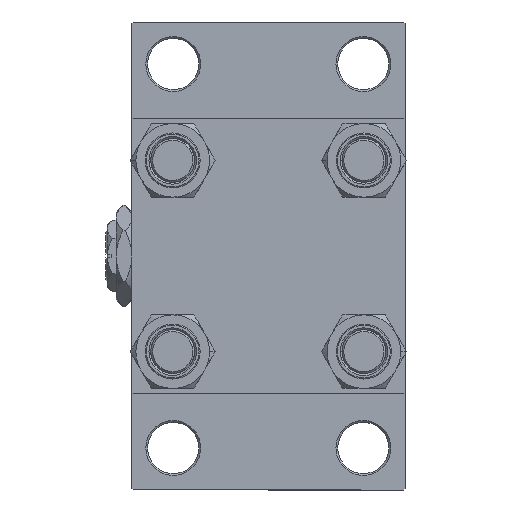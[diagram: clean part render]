
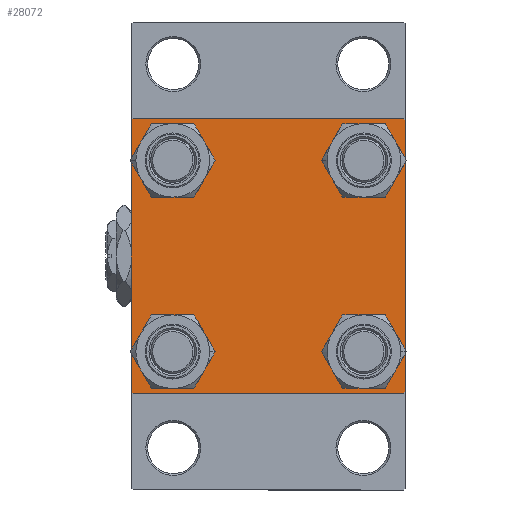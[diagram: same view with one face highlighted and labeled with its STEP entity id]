
A CAD part, left-side view. The second image highlights one B-rep face of the part: STEP entity #28072.
In plain terms, the highlighted planar face has unit normal (-1, 0, 0).
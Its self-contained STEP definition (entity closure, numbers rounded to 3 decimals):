
#730 = ORIENTED_EDGE ( 'NONE', *, *, #43204, .T. ) ;
#879 = AXIS2_PLACEMENT_3D ( 'NONE', #1507, #32131, #16712 ) ;
#913 = AXIS2_PLACEMENT_3D ( 'NONE', #44840, #22149, #13451 ) ;
#1326 = CIRCLE ( 'NONE', #49060, 6.5 ) ;
#1507 = CARTESIAN_POINT ( 'NONE',  ( 0., 26.15, 26.15 ) ) ;
#1694 = DIRECTION ( 'NONE',  ( 0., 0., -1. ) ) ;
#1847 = DIRECTION ( 'NONE',  ( 0., 0., 1. ) ) ;
#1895 = FACE_BOUND ( 'NONE', #20322, .T. ) ;
#2135 = FACE_BOUND ( 'NONE', #12570, .T. ) ;
#2380 = PLANE ( 'NONE',  #39986 ) ;
#3206 = ORIENTED_EDGE ( 'NONE', *, *, #24039, .T. ) ;
#3375 = ORIENTED_EDGE ( 'NONE', *, *, #33394, .T. ) ;
#3728 = CARTESIAN_POINT ( 'NONE',  ( 0., -37.5, 37. ) ) ;
#3983 = LINE ( 'NONE', #12204, #28840 ) ;
#4263 = VERTEX_POINT ( 'NONE', #48143 ) ;
#4383 = CARTESIAN_POINT ( 'NONE',  ( 0., -37., 37.5 ) ) ;
#4894 = VECTOR ( 'NONE', #11428, 1000. ) ;
#5175 = ORIENTED_EDGE ( 'NONE', *, *, #42112, .F. ) ;
#5499 = EDGE_CURVE ( 'NONE', #43221, #17881, #32307, .T. ) ;
#5665 = CIRCLE ( 'NONE', #913, 6.5 ) ;
#5915 = CARTESIAN_POINT ( 'NONE',  ( 0., -37.5, 37.5 ) ) ;
#5996 = VERTEX_POINT ( 'NONE', #15394 ) ;
#6048 = ORIENTED_EDGE ( 'NONE', *, *, #24708, .T. ) ;
#6288 = CARTESIAN_POINT ( 'NONE',  ( 0., 26.15, -32.65 ) ) ;
#6469 = DIRECTION ( 'NONE',  ( 1., 0., 0. ) ) ;
#7166 = CARTESIAN_POINT ( 'NONE',  ( 0., -37.25, -37.25 ) ) ;
#8223 = VECTOR ( 'NONE', #1694, 1000. ) ;
#8365 = AXIS2_PLACEMENT_3D ( 'NONE', #32965, #14056, #1847 ) ;
#8946 = AXIS2_PLACEMENT_3D ( 'NONE', #20938, #39623, #13714 ) ;
#9808 = VERTEX_POINT ( 'NONE', #42481 ) ;
#9963 = CARTESIAN_POINT ( 'NONE',  ( 0., 26.15, 26.15 ) ) ;
#10801 = LINE ( 'NONE', #14804, #35893 ) ;
#11377 = ORIENTED_EDGE ( 'NONE', *, *, #26874, .T. ) ;
#11428 = DIRECTION ( 'NONE',  ( 0., 0.707, -0.707 ) ) ;
#11923 = CARTESIAN_POINT ( 'NONE',  ( 0., 37.25, 37.25 ) ) ;
#12204 = CARTESIAN_POINT ( 'NONE',  ( 0., 37.25, -37.25 ) ) ;
#12570 = EDGE_LOOP ( 'NONE', ( #6048, #11377 ) ) ;
#12663 = DIRECTION ( 'NONE',  ( 1., 0., 0. ) ) ;
#13362 = CARTESIAN_POINT ( 'NONE',  ( 0., 0., 0. ) ) ;
#13451 = DIRECTION ( 'NONE',  ( 0., 0., 1. ) ) ;
#13478 = DIRECTION ( 'NONE',  ( 0., -1., 0. ) ) ;
#13714 = DIRECTION ( 'NONE',  ( 0., 0., 1. ) ) ;
#13795 = EDGE_CURVE ( 'NONE', #38930, #31160, #23094, .T. ) ;
#14056 = DIRECTION ( 'NONE',  ( 1., 0., 0. ) ) ;
#14804 = CARTESIAN_POINT ( 'NONE',  ( 0., 37.5, -37.5 ) ) ;
#14880 = CARTESIAN_POINT ( 'NONE',  ( 0., 37., 37.5 ) ) ;
#15125 = ORIENTED_EDGE ( 'NONE', *, *, #40011, .F. ) ;
#15394 = CARTESIAN_POINT ( 'NONE',  ( 0., -26.15, -32.65 ) ) ;
#16002 = CIRCLE ( 'NONE', #879, 6.5 ) ;
#16332 = CARTESIAN_POINT ( 'NONE',  ( 0., -26.15, 19.65 ) ) ;
#16454 = VERTEX_POINT ( 'NONE', #14880 ) ;
#16712 = DIRECTION ( 'NONE',  ( 0., 0., 1. ) ) ;
#17097 = FACE_BOUND ( 'NONE', #17573, .T. ) ;
#17152 = LINE ( 'NONE', #5915, #36336 ) ;
#17342 = DIRECTION ( 'NONE',  ( -1., 0., 0. ) ) ;
#17573 = EDGE_LOOP ( 'NONE', ( #3206, #48277 ) ) ;
#17869 = CARTESIAN_POINT ( 'NONE',  ( 0., -26.15, -19.65 ) ) ;
#17881 = VERTEX_POINT ( 'NONE', #22049 ) ;
#18502 = VERTEX_POINT ( 'NONE', #3728 ) ;
#19544 = CIRCLE ( 'NONE', #8365, 6.5 ) ;
#19614 = VECTOR ( 'NONE', #13478, 1000. ) ;
#19912 = EDGE_CURVE ( 'NONE', #18502, #25302, #36499, .T. ) ;
#20322 = EDGE_LOOP ( 'NONE', ( #42630, #21306 ) ) ;
#20633 = CARTESIAN_POINT ( 'NONE',  ( 0., 37.5, 37.5 ) ) ;
#20685 = CIRCLE ( 'NONE', #36601, 6.5 ) ;
#20707 = CARTESIAN_POINT ( 'NONE',  ( 0., 37.5, 37.5 ) ) ;
#20876 = CARTESIAN_POINT ( 'NONE',  ( 0., 26.15, -26.15 ) ) ;
#20938 = CARTESIAN_POINT ( 'NONE',  ( 0., -26.15, 26.15 ) ) ;
#21306 = ORIENTED_EDGE ( 'NONE', *, *, #21710, .T. ) ;
#21710 = EDGE_CURVE ( 'NONE', #31160, #38930, #20685, .T. ) ;
#22049 = CARTESIAN_POINT ( 'NONE',  ( 0., 26.15, 32.65 ) ) ;
#22149 = DIRECTION ( 'NONE',  ( 1., 0., 0. ) ) ;
#22265 = CARTESIAN_POINT ( 'NONE',  ( 0., 37., -37.5 ) ) ;
#23094 = CIRCLE ( 'NONE', #28637, 6.5 ) ;
#24039 = EDGE_CURVE ( 'NONE', #17881, #43221, #16002, .T. ) ;
#24397 = VERTEX_POINT ( 'NONE', #16332 ) ;
#24534 = VERTEX_POINT ( 'NONE', #29488 ) ;
#24552 = EDGE_CURVE ( 'NONE', #38029, #24534, #10801, .T. ) ;
#24708 = EDGE_CURVE ( 'NONE', #26925, #24397, #5665, .T. ) ;
#24845 = EDGE_CURVE ( 'NONE', #16454, #32469, #34338, .T. ) ;
#25295 = DIRECTION ( 'NONE',  ( 0., 0., 1. ) ) ;
#25302 = VERTEX_POINT ( 'NONE', #4383 ) ;
#25752 = DIRECTION ( 'NONE',  ( 0., 0., 1. ) ) ;
#25782 = DIRECTION ( 'NONE',  ( 0., 0., 1. ) ) ;
#25808 = ORIENTED_EDGE ( 'NONE', *, *, #37942, .T. ) ;
#26874 = EDGE_CURVE ( 'NONE', #24397, #26925, #32013, .T. ) ;
#26925 = VERTEX_POINT ( 'NONE', #29125 ) ;
#27752 = EDGE_CURVE ( 'NONE', #9808, #38029, #3983, .T. ) ;
#27818 = CARTESIAN_POINT ( 'NONE',  ( 0., 26.15, 19.65 ) ) ;
#27996 = ORIENTED_EDGE ( 'NONE', *, *, #41195, .T. ) ;
#28072 = ADVANCED_FACE ( 'NONE', ( #2135, #29279, #1895, #17097, #32269 ), #2380, .T. ) ;
#28637 = AXIS2_PLACEMENT_3D ( 'NONE', #20876, #12663, #44034 ) ;
#28840 = VECTOR ( 'NONE', #34369, 1000. ) ;
#29125 = CARTESIAN_POINT ( 'NONE',  ( 0., -26.15, 32.65 ) ) ;
#29279 = FACE_BOUND ( 'NONE', #49119, .T. ) ;
#29488 = CARTESIAN_POINT ( 'NONE',  ( 0., -37., -37.5 ) ) ;
#30225 = CARTESIAN_POINT ( 'NONE',  ( 0., 26.15, -26.15 ) ) ;
#31160 = VERTEX_POINT ( 'NONE', #6288 ) ;
#31499 = VECTOR ( 'NONE', #35061, 1000. ) ;
#32013 = CIRCLE ( 'NONE', #8946, 6.5 ) ;
#32131 = DIRECTION ( 'NONE',  ( 1., 0., 0. ) ) ;
#32269 = FACE_OUTER_BOUND ( 'NONE', #40893, .T. ) ;
#32307 = CIRCLE ( 'NONE', #45078, 6.5 ) ;
#32469 = VERTEX_POINT ( 'NONE', #45862 ) ;
#32755 = DIRECTION ( 'NONE',  ( 0., 0.707, 0.707 ) ) ;
#32965 = CARTESIAN_POINT ( 'NONE',  ( 0., -26.15, -26.15 ) ) ;
#33394 = EDGE_CURVE ( 'NONE', #32469, #9808, #35324, .T. ) ;
#33608 = VERTEX_POINT ( 'NONE', #17869 ) ;
#34338 = LINE ( 'NONE', #11923, #4894 ) ;
#34369 = DIRECTION ( 'NONE',  ( 0., -0.707, -0.707 ) ) ;
#35061 = DIRECTION ( 'NONE',  ( 0., -0.707, 0.707 ) ) ;
#35324 = LINE ( 'NONE', #20633, #8223 ) ;
#35893 = VECTOR ( 'NONE', #37217, 1000. ) ;
#36336 = VECTOR ( 'NONE', #44304, 1000. ) ;
#36499 = LINE ( 'NONE', #44238, #46095 ) ;
#36577 = ORIENTED_EDGE ( 'NONE', *, *, #24845, .T. ) ;
#36601 = AXIS2_PLACEMENT_3D ( 'NONE', #30225, #41207, #25752 ) ;
#36916 = CARTESIAN_POINT ( 'NONE',  ( 0., 26.15, -19.65 ) ) ;
#37217 = DIRECTION ( 'NONE',  ( 0., -1., 0. ) ) ;
#37611 = ORIENTED_EDGE ( 'NONE', *, *, #19912, .T. ) ;
#37942 = EDGE_CURVE ( 'NONE', #33608, #5996, #19544, .T. ) ;
#38029 = VERTEX_POINT ( 'NONE', #22265 ) ;
#38930 = VERTEX_POINT ( 'NONE', #36916 ) ;
#39623 = DIRECTION ( 'NONE',  ( 1., 0., 0. ) ) ;
#39631 = LINE ( 'NONE', #20707, #19614 ) ;
#39986 = AXIS2_PLACEMENT_3D ( 'NONE', #13362, #17342, #25295 ) ;
#40011 = EDGE_CURVE ( 'NONE', #16454, #25302, #39631, .T. ) ;
#40893 = EDGE_LOOP ( 'NONE', ( #3375, #42023, #44145, #730, #5175, #37611, #15125, #36577 ) ) ;
#41195 = EDGE_CURVE ( 'NONE', #5996, #33608, #1326, .T. ) ;
#41207 = DIRECTION ( 'NONE',  ( 1., 0., 0. ) ) ;
#41316 = LINE ( 'NONE', #7166, #31499 ) ;
#42023 = ORIENTED_EDGE ( 'NONE', *, *, #27752, .T. ) ;
#42112 = EDGE_CURVE ( 'NONE', #18502, #4263, #17152, .T. ) ;
#42481 = CARTESIAN_POINT ( 'NONE',  ( 0., 37.5, -37. ) ) ;
#42630 = ORIENTED_EDGE ( 'NONE', *, *, #13795, .T. ) ;
#43204 = EDGE_CURVE ( 'NONE', #24534, #4263, #41316, .T. ) ;
#43221 = VERTEX_POINT ( 'NONE', #27818 ) ;
#44034 = DIRECTION ( 'NONE',  ( 0., 0., 1. ) ) ;
#44145 = ORIENTED_EDGE ( 'NONE', *, *, #24552, .T. ) ;
#44238 = CARTESIAN_POINT ( 'NONE',  ( 0., -37.25, 37.25 ) ) ;
#44304 = DIRECTION ( 'NONE',  ( 0., 0., -1. ) ) ;
#44620 = DIRECTION ( 'NONE',  ( 0., 0., 1. ) ) ;
#44741 = DIRECTION ( 'NONE',  ( 1., 0., 0. ) ) ;
#44840 = CARTESIAN_POINT ( 'NONE',  ( 0., -26.15, 26.15 ) ) ;
#45078 = AXIS2_PLACEMENT_3D ( 'NONE', #9963, #6469, #44620 ) ;
#45862 = CARTESIAN_POINT ( 'NONE',  ( 0., 37.5, 37. ) ) ;
#46095 = VECTOR ( 'NONE', #32755, 1000. ) ;
#48143 = CARTESIAN_POINT ( 'NONE',  ( 0., -37.5, -37. ) ) ;
#48277 = ORIENTED_EDGE ( 'NONE', *, *, #5499, .T. ) ;
#48964 = CARTESIAN_POINT ( 'NONE',  ( 0., -26.15, -26.15 ) ) ;
#49060 = AXIS2_PLACEMENT_3D ( 'NONE', #48964, #44741, #25782 ) ;
#49119 = EDGE_LOOP ( 'NONE', ( #25808, #27996 ) ) ;
